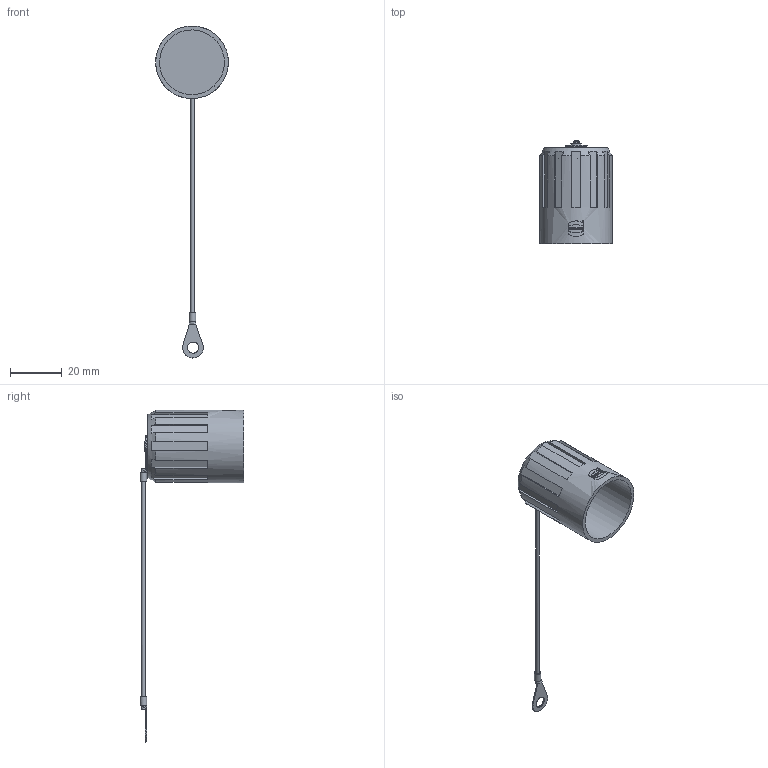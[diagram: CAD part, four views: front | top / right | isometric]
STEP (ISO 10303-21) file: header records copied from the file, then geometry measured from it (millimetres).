
FILE_DESCRIPTION(( 'HARTING HARTING HARTING HARTING HARTING HARTING HARTING HARTING HARTING', 'This Document is valid for Parts No. 09 15 000 5401'),'2;1');
FILE_NAME('MD_09150005401_R410117.stp', '2010-03-11T13:21:22',('ITIS-4b'),('HARTING KGaA, D-32339 Espelkamp'), 'I-DEAS Master Series 10','HP-UNIX','Yes');
FILE_SCHEMA(('AUTOMOTIVE_DESIGN { 1 0 10303 214 1 1 1 1 }'));
Length unit declared in the file: millimetre
Products named in the file (1): MD 09 15 000 5401
Bounding box: 28 x 40 x 128.09 mm (x, y, z)
Volume: 5744.3 mm3; surface area: 8149.7 mm2
Topology: 1 solids, 1 shells, 190 faces, 487 edges, 322 vertices
Faces by surface type: bspline 190
Entity records: 6219 total; most frequent: CARTESIAN_POINT 3005, ORIENTED_EDGE 974, EDGE_CURVE 487, VERTEX_POINT 322, OVER_RIDING_STYLED_ITEM 281, EDGE_LOOP 215, FACE_OUTER_BOUND 190, ADVANCED_FACE 190
